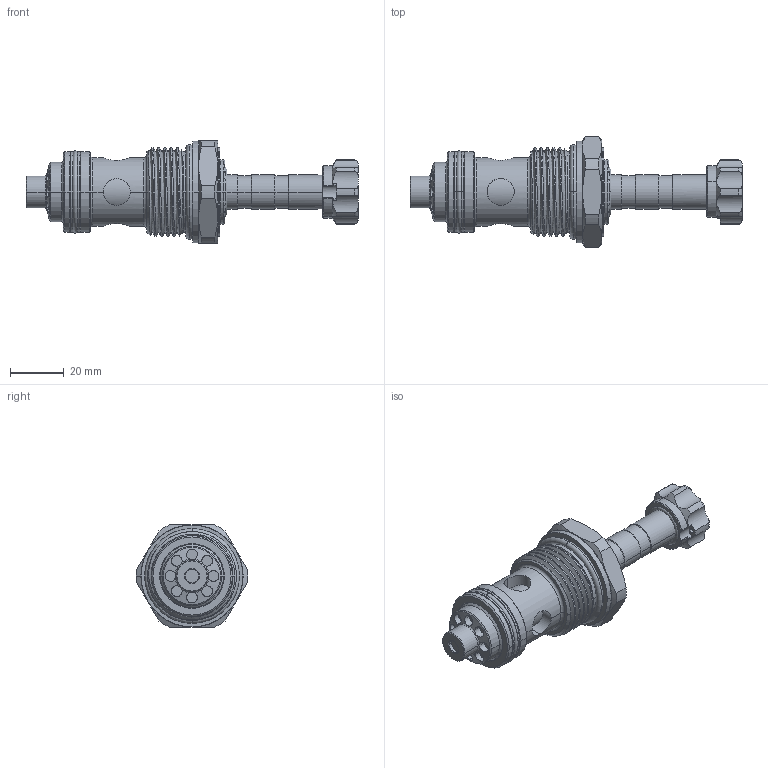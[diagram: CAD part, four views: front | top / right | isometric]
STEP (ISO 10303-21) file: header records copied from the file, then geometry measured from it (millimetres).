
FILE_DESCRIPTION (( 'STEP AP203' ), '1' );
FILE_NAME ('EP21E2A12N05.STEP', '2020-04-07T06:13:29', ( '' ), ( '' ), 'SwSTEP 2.0', 'SolidWorks 2018', '' );
FILE_SCHEMA (( 'CONFIG_CONTROL_DESIGN' ));
Length unit declared in the file: millimetre
Products named in the file (1): EP21E2A12N05
Bounding box: 123.3 x 41.5 x 38 mm (x, y, z)
Volume: 54351.8 mm3; surface area: 15965.6 mm2
Topology: 2 solids, 2 shells, 257 faces, 618 edges, 385 vertices
Faces by surface type: cylinder 122, cone 58, plane 38, torus 36, bspline 3
Entity records: 11580 total; most frequent: CARTESIAN_POINT 5583, DIRECTION 1279, ORIENTED_EDGE 1236, EDGE_CURVE 618, AXIS2_PLACEMENT_3D 554, VERTEX_POINT 385, CIRCLE 299, EDGE_LOOP 281
